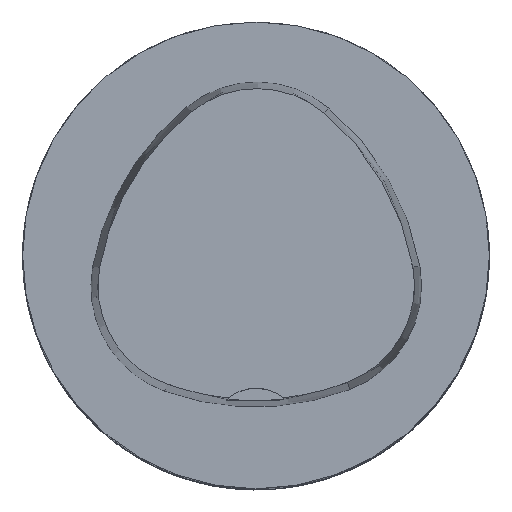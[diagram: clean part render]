
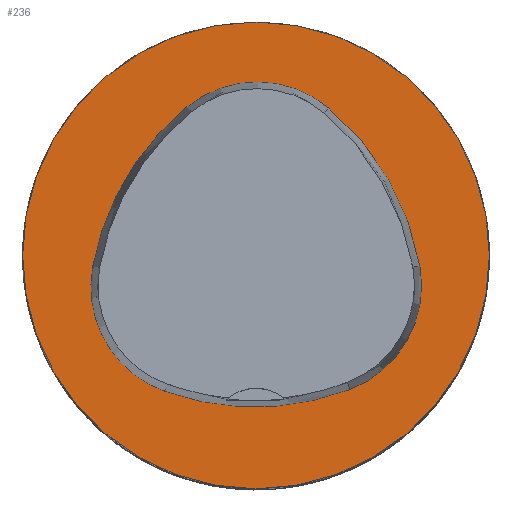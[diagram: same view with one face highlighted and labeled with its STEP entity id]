
A CAD part, top view. The second image highlights one B-rep face of the part: STEP entity #236.
In plain terms, the highlighted planar face has unit normal (0, 0, 1).
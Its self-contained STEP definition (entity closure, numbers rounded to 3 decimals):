
#177=PLANE('',#962);
#236=ADVANCED_FACE('',(#349,#350),#177,.T.);
#349=FACE_BOUND('',#403,.T.);
#350=FACE_BOUND('',#404,.T.);
#403=EDGE_LOOP('',(#508,#509,#510,#511,#512,#513));
#404=EDGE_LOOP('',(#514));
#508=ORIENTED_EDGE('',*,*,#665,.T.);
#509=ORIENTED_EDGE('',*,*,#645,.T.);
#510=ORIENTED_EDGE('',*,*,#649,.T.);
#511=ORIENTED_EDGE('',*,*,#652,.T.);
#512=ORIENTED_EDGE('',*,*,#655,.T.);
#513=ORIENTED_EDGE('',*,*,#663,.T.);
#514=ORIENTED_EDGE('',*,*,#620,.F.);
#564=VERTEX_POINT('',#1281);
#589=VERTEX_POINT('',#1349);
#590=VERTEX_POINT('',#1350);
#593=VERTEX_POINT('',#1358);
#595=VERTEX_POINT('',#1364);
#597=VERTEX_POINT('',#1370);
#604=VERTEX_POINT('',#1391);
#620=EDGE_CURVE('',#564,#564,#679,.T.);
#645=EDGE_CURVE('',#589,#590,#696,.T.);
#649=EDGE_CURVE('',#590,#593,#698,.T.);
#652=EDGE_CURVE('',#593,#595,#700,.T.);
#655=EDGE_CURVE('',#595,#597,#702,.T.);
#663=EDGE_CURVE('',#597,#604,#706,.T.);
#665=EDGE_CURVE('',#604,#589,#708,.T.);
#679=CIRCLE('',#901,31.5);
#696=CIRCLE('',#940,36.);
#698=CIRCLE('',#943,15.);
#700=CIRCLE('',#946,36.);
#702=CIRCLE('',#949,15.);
#706=CIRCLE('',#954,36.);
#708=CIRCLE('',#957,15.);
#901=AXIS2_PLACEMENT_3D('',#1280,#1035,#1036);
#940=AXIS2_PLACEMENT_3D('',#1348,#1117,#1118);
#943=AXIS2_PLACEMENT_3D('',#1357,#1125,#1126);
#946=AXIS2_PLACEMENT_3D('',#1363,#1132,#1133);
#949=AXIS2_PLACEMENT_3D('',#1369,#1139,#1140);
#954=AXIS2_PLACEMENT_3D('',#1392,#1151,#1152);
#957=AXIS2_PLACEMENT_3D('',#1395,#1157,#1158);
#962=AXIS2_PLACEMENT_3D('',#1400,#1167,#1168);
#1035=DIRECTION('',(0.,0.,-1.));
#1036=DIRECTION('',(-1.,0.,0.));
#1117=DIRECTION('',(0.,0.,-1.));
#1118=DIRECTION('',(-1.,0.,0.));
#1125=DIRECTION('',(0.,0.,-1.));
#1126=DIRECTION('',(-1.,0.,0.));
#1132=DIRECTION('',(0.,0.,-1.));
#1133=DIRECTION('',(-1.,0.,0.));
#1139=DIRECTION('',(0.,0.,-1.));
#1140=DIRECTION('',(-1.,0.,0.));
#1151=DIRECTION('',(0.,0.,-1.));
#1152=DIRECTION('',(-1.,0.,0.));
#1157=DIRECTION('',(0.,0.,-1.));
#1158=DIRECTION('',(-1.,0.,0.));
#1167=DIRECTION('',(0.,0.,1.));
#1168=DIRECTION('',(1.,0.,0.));
#1280=CARTESIAN_POINT('',(0.,0.,0.));
#1281=CARTESIAN_POINT('',(-31.5,0.,0.));
#1348=CARTESIAN_POINT('',(13.398,-7.893,0.));
#1349=CARTESIAN_POINT('',(-22.041,-1.562,0.));
#1350=CARTESIAN_POINT('',(-9.317,20.036,0.));
#1357=CARTESIAN_POINT('',(0.148,8.399,0.));
#1358=CARTESIAN_POINT('',(9.779,19.898,0.));
#1363=CARTESIAN_POINT('',(-13.337,-7.7,0.));
#1364=CARTESIAN_POINT('',(22.122,-1.48,0.));
#1369=CARTESIAN_POINT('',(7.347,-4.071,0.));
#1370=CARTESIAN_POINT('',(12.693,-18.087,0.));
#1391=CARTESIAN_POINT('',(-12.373,-18.307,0.));
#1392=CARTESIAN_POINT('',(-0.137,15.55,0.));
#1395=CARTESIAN_POINT('',(-7.275,-4.2,0.));
#1400=CARTESIAN_POINT('',(0.,0.,0.));
